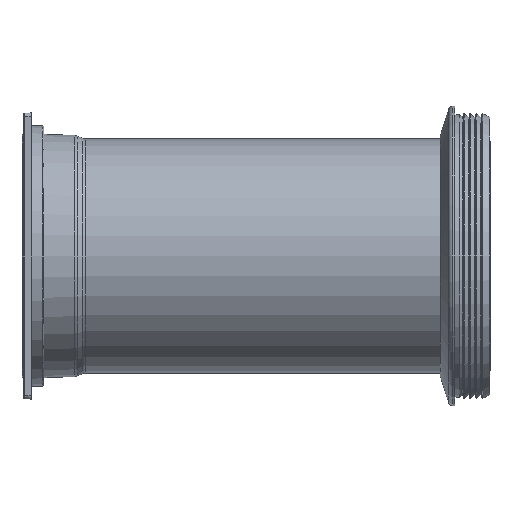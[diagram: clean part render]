
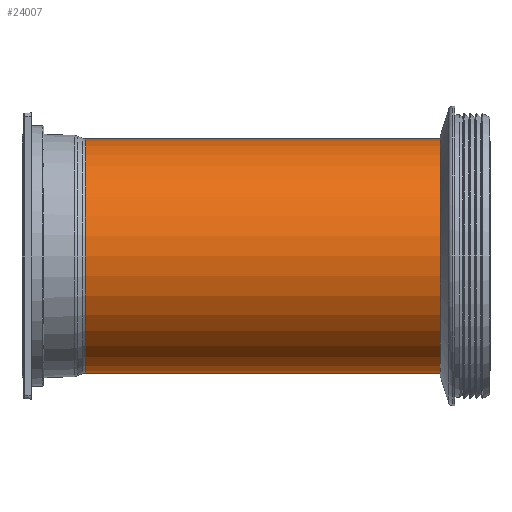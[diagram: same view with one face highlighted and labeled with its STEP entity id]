
A CAD part, left-side view. The second image highlights one B-rep face of the part: STEP entity #24007.
In plain terms, the highlighted cylindrical face has radius 157.5 mm (diameter 315 mm), a full revolution.
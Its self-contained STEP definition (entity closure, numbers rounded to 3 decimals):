
#2097=CYLINDRICAL_SURFACE('',#26115,157.5);
#2819=LINE('',#37496,#3783);
#3783=VECTOR('',#29838,157.5);
#5031=FACE_OUTER_BOUND('',#6641,.T.);
#6641=EDGE_LOOP('',(#17296,#17297,#17298,#17299,#17300,#17301));
#8441=CIRCLE('',#26113,157.5);
#8442=CIRCLE('',#26114,157.5);
#8443=CIRCLE('',#26116,157.5);
#8444=CIRCLE('',#26117,157.5);
#10105=VERTEX_POINT('',#37489);
#10106=VERTEX_POINT('',#37491);
#10107=VERTEX_POINT('',#37495);
#10108=VERTEX_POINT('',#37497);
#12681=EDGE_CURVE('',#10105,#10106,#8441,.T.);
#12682=EDGE_CURVE('',#10106,#10105,#8442,.T.);
#12683=EDGE_CURVE('',#10106,#10107,#2819,.T.);
#12684=EDGE_CURVE('',#10107,#10108,#8443,.T.);
#12685=EDGE_CURVE('',#10108,#10107,#8444,.T.);
#17296=ORIENTED_EDGE('',*,*,#12681,.F.);
#17297=ORIENTED_EDGE('',*,*,#12682,.F.);
#17298=ORIENTED_EDGE('',*,*,#12683,.T.);
#17299=ORIENTED_EDGE('',*,*,#12684,.T.);
#17300=ORIENTED_EDGE('',*,*,#12685,.T.);
#17301=ORIENTED_EDGE('',*,*,#12683,.F.);
#24007=ADVANCED_FACE('',(#5031),#2097,.T.);
#26113=AXIS2_PLACEMENT_3D('',#37492,#29832,#29833);
#26114=AXIS2_PLACEMENT_3D('',#37493,#29834,#29835);
#26115=AXIS2_PLACEMENT_3D('',#37494,#29836,#29837);
#26116=AXIS2_PLACEMENT_3D('',#37498,#29839,#29840);
#26117=AXIS2_PLACEMENT_3D('',#37499,#29841,#29842);
#29832=DIRECTION('center_axis',(0.,-1.,0.));
#29833=DIRECTION('ref_axis',(1.,0.,0.));
#29834=DIRECTION('center_axis',(0.,-1.,0.));
#29835=DIRECTION('ref_axis',(1.,0.,0.));
#29836=DIRECTION('center_axis',(0.,-1.,0.));
#29837=DIRECTION('ref_axis',(-1.,0.,0.));
#29838=DIRECTION('',(0.,1.,0.));
#29839=DIRECTION('center_axis',(0.,-1.,0.));
#29840=DIRECTION('ref_axis',(1.,0.,0.));
#29841=DIRECTION('center_axis',(0.,-1.,0.));
#29842=DIRECTION('ref_axis',(1.,0.,0.));
#37489=CARTESIAN_POINT('',(0.,9.448,157.5));
#37491=CARTESIAN_POINT('',(157.5,9.448,0.));
#37492=CARTESIAN_POINT('Origin',(0.,9.448,
0.));
#37493=CARTESIAN_POINT('Origin',(0.,9.448,
0.));
#37494=CARTESIAN_POINT('Origin',(0.,272.165,
0.));
#37495=CARTESIAN_POINT('',(157.5,544.329,0.));
#37496=CARTESIAN_POINT('',(157.5,272.165,0.));
#37497=CARTESIAN_POINT('',(0.,544.329,157.5));
#37498=CARTESIAN_POINT('Origin',(0.,544.329,
0.));
#37499=CARTESIAN_POINT('Origin',(0.,544.329,
0.));
